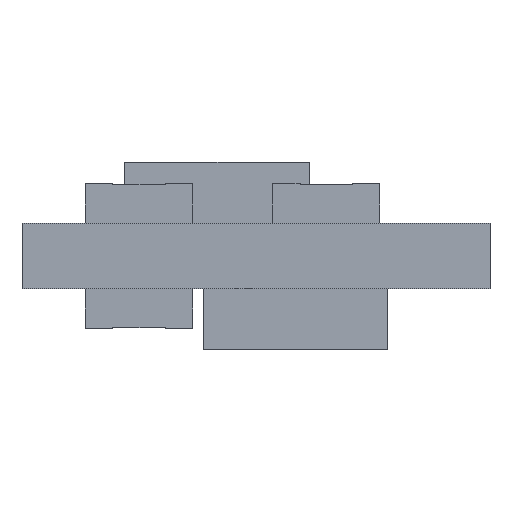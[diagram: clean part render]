
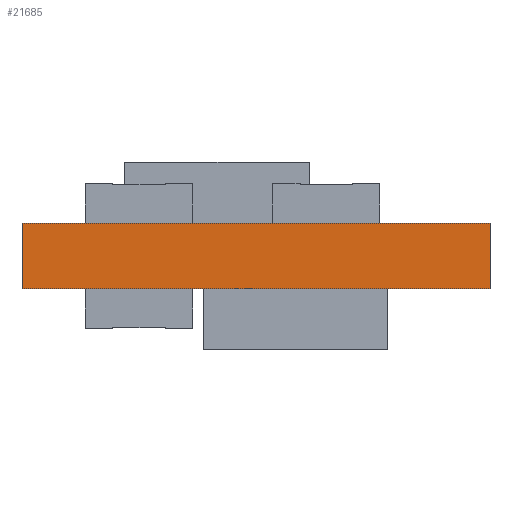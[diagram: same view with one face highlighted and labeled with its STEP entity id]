
A CAD part, front view. The second image highlights one B-rep face of the part: STEP entity #21685.
In plain terms, the highlighted planar face has unit normal (0, -1, 0).
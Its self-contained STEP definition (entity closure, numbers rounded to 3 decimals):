
#393 = VECTOR ( 'NONE', #20633, 1000. ) ;
#615 = LINE ( 'NONE', #2392, #9370 ) ;
#1248 = ORIENTED_EDGE ( 'NONE', *, *, #8886, .F. ) ;
#1425 = VECTOR ( 'NONE', #3830, 1000. ) ;
#1592 = CARTESIAN_POINT ( 'NONE',  ( 7.62, 0., 0. ) ) ;
#2392 = CARTESIAN_POINT ( 'NONE',  ( 0., 0., 1.06 ) ) ;
#2486 = LINE ( 'NONE', #21398, #14158 ) ;
#2637 = DIRECTION ( 'NONE',  ( 0., 0., -1. ) ) ;
#3002 = PLANE ( 'NONE',  #19826 ) ;
#3026 = EDGE_CURVE ( 'NONE', #3983, #22864, #2486, .T. ) ;
#3830 = DIRECTION ( 'NONE',  ( 0., 0., -1. ) ) ;
#3983 = VERTEX_POINT ( 'NONE', #15631 ) ;
#5196 = FACE_OUTER_BOUND ( 'NONE', #16830, .T. ) ;
#5369 = LINE ( 'NONE', #13168, #393 ) ;
#7566 = LINE ( 'NONE', #10891, #1425 ) ;
#8886 = EDGE_CURVE ( 'NONE', #15182, #23666, #7566, .T. ) ;
#9370 = VECTOR ( 'NONE', #15293, 1000. ) ;
#10891 = CARTESIAN_POINT ( 'NONE',  ( 7.62, 0., 1.06 ) ) ;
#12955 = CARTESIAN_POINT ( 'NONE',  ( 7.62, 0., 1.06 ) ) ;
#13168 = CARTESIAN_POINT ( 'NONE',  ( 0., 0., 0. ) ) ;
#14158 = VECTOR ( 'NONE', #2637, 1000. ) ;
#15182 = VERTEX_POINT ( 'NONE', #12955 ) ;
#15270 = CARTESIAN_POINT ( 'NONE',  ( 0., 0., 0. ) ) ;
#15293 = DIRECTION ( 'NONE',  ( 1., 0., 0. ) ) ;
#15631 = CARTESIAN_POINT ( 'NONE',  ( 0., 0., 1.06 ) ) ;
#16830 = EDGE_LOOP ( 'NONE', ( #17893, #1248, #21943, #18194 ) ) ;
#17201 = EDGE_CURVE ( 'NONE', #3983, #15182, #615, .T. ) ;
#17753 = DIRECTION ( 'NONE',  ( 0., 1., 0. ) ) ;
#17893 = ORIENTED_EDGE ( 'NONE', *, *, #23293, .T. ) ;
#17912 = DIRECTION ( 'NONE',  ( 0., 0., 1. ) ) ;
#18194 = ORIENTED_EDGE ( 'NONE', *, *, #3026, .T. ) ;
#19826 = AXIS2_PLACEMENT_3D ( 'NONE', #21530, #17753, #17912 ) ;
#20633 = DIRECTION ( 'NONE',  ( 1., 0., 0. ) ) ;
#21398 = CARTESIAN_POINT ( 'NONE',  ( 0., 0., 1.06 ) ) ;
#21530 = CARTESIAN_POINT ( 'NONE',  ( 0., 0., 1.06 ) ) ;
#21685 = ADVANCED_FACE ( 'NONE', ( #5196 ), #3002, .F. ) ;
#21943 = ORIENTED_EDGE ( 'NONE', *, *, #17201, .F. ) ;
#22864 = VERTEX_POINT ( 'NONE', #15270 ) ;
#23293 = EDGE_CURVE ( 'NONE', #22864, #23666, #5369, .T. ) ;
#23666 = VERTEX_POINT ( 'NONE', #1592 ) ;
